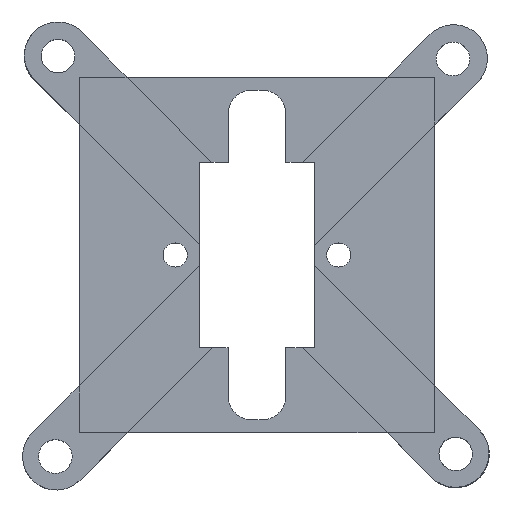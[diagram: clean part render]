
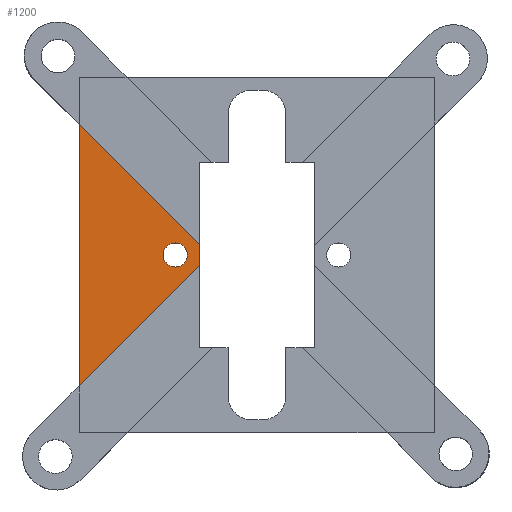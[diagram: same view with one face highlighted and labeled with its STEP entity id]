
A CAD part, top view. The second image highlights one B-rep face of the part: STEP entity #1200.
In plain terms, the highlighted planar face has unit normal (0, 0, 1).
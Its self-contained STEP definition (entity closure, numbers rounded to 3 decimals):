
#242 = VERTEX_POINT('',#243);
#243 = CARTESIAN_POINT('',(-6.,1.069,4.));
#698 = VERTEX_POINT('',#699);
#699 = CARTESIAN_POINT('',(-18.5,13.588,4.));
#705 = EDGE_CURVE('',#698,#242,#706,.T.);
#706 = LINE('',#707,#708);
#707 = CARTESIAN_POINT('',(-23.177,18.272,4.));
#708 = VECTOR('',#709,1.);
#709 = DIRECTION('',(0.707,-0.708,0.));
#730 = VERTEX_POINT('',#731);
#731 = CARTESIAN_POINT('',(-6.,-1.103,4.));
#753 = EDGE_CURVE('',#730,#242,#754,.T.);
#754 = LINE('',#755,#756);
#755 = CARTESIAN_POINT('',(-6.,-4.825,4.));
#756 = VECTOR('',#757,1.);
#757 = DIRECTION('',(0.,1.,0.));
#818 = VERTEX_POINT('',#819);
#819 = CARTESIAN_POINT('',(-18.5,-13.614,4.));
#825 = EDGE_CURVE('',#818,#698,#826,.T.);
#826 = LINE('',#827,#828);
#827 = CARTESIAN_POINT('',(-18.5,-18.5,4.));
#828 = VECTOR('',#829,1.);
#829 = DIRECTION('',(0.,1.,0.));
#1200 = ADVANCED_FACE('',(#1201,#1212),#1223,.T.);
#1201 = FACE_BOUND('',#1202,.T.);
#1202 = EDGE_LOOP('',(#1203,#1204,#1205,#1211));
#1203 = ORIENTED_EDGE('',*,*,#705,.F.);
#1204 = ORIENTED_EDGE('',*,*,#825,.F.);
#1205 = ORIENTED_EDGE('',*,*,#1206,.F.);
#1206 = EDGE_CURVE('',#730,#818,#1207,.T.);
#1207 = LINE('',#1208,#1209);
#1208 = CARTESIAN_POINT('',(17.997,22.916,4.));
#1209 = VECTOR('',#1210,1.);
#1210 = DIRECTION('',(-0.707,-0.707,0.));
#1211 = ORIENTED_EDGE('',*,*,#753,.T.);
#1212 = FACE_BOUND('',#1213,.T.);
#1213 = EDGE_LOOP('',(#1214));
#1214 = ORIENTED_EDGE('',*,*,#1215,.F.);
#1215 = EDGE_CURVE('',#1216,#1216,#1218,.T.);
#1216 = VERTEX_POINT('',#1217);
#1217 = CARTESIAN_POINT('',(-9.75,0.,4.));
#1218 = CIRCLE('',#1219,1.25);
#1219 = AXIS2_PLACEMENT_3D('',#1220,#1221,#1222);
#1220 = CARTESIAN_POINT('',(-8.5,0.,4.));
#1221 = DIRECTION('',(0.,0.,1.));
#1222 = DIRECTION('',(-1.,0.,0.));
#1223 = PLANE('',#1224);
#1224 = AXIS2_PLACEMENT_3D('',#1225,#1226,#1227);
#1225 = CARTESIAN_POINT('',(0.,0.,4.));
#1226 = DIRECTION('',(0.,0.,1.));
#1227 = DIRECTION('',(1.,0.,0.));
